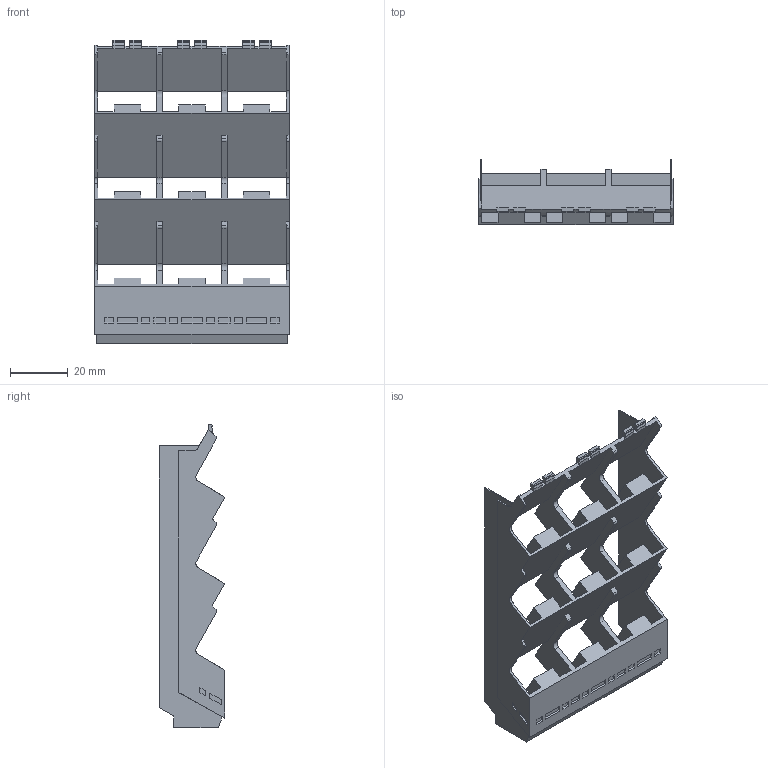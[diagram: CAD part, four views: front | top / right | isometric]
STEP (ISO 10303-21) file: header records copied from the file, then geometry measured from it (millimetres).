
FILE_DESCRIPTION(('CATIA V5 STEP Exchange','CAx-IF Rec.Pracs.--- Model Styling and Organization---1.4--- 2014-01-23'),'2;1');
FILE_NAME ('D1349831_1', '2018-11-23T07:09:49+00:00', ('none'), ('Weidmueller'), 'CATIA Version 5-6 Release 2016 SP3 HF44', 'CATIA V5 STEP AP214', 'none');
FILE_SCHEMA(('AUTOMOTIVE_DESIGN { 1 0 10303 214 1 1 1 1 }'));
Length unit declared in the file: millimetre
Products named in the file (1): 2653380000
Bounding box: 67.5 x 22.76 x 105.49 mm (x, y, z)
Volume: 13098.4 mm3; surface area: 26943.2 mm2
Topology: 1 solids, 1 shells, 322 faces, 1213 edges, 890 vertices
Faces by surface type: plane 278, cylinder 40, extrusion 4
Entity records: 13000 total; most frequent: CARTESIAN_POINT 3128, ORIENTED_EDGE 2426, DIRECTION 1384, EDGE_CURVE 1213, VECTOR 918, LINE 914, VERTEX_POINT 890, EDGE_LOOP 337
